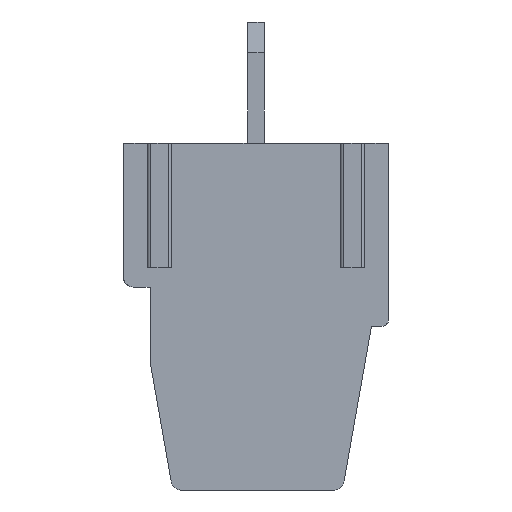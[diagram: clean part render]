
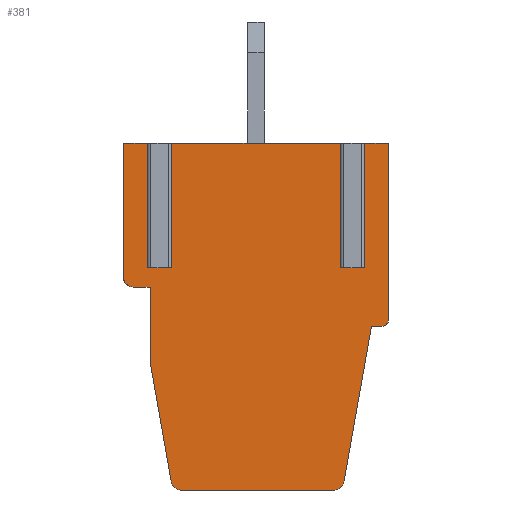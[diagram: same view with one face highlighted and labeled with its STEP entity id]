
A CAD part, front view. The second image highlights one B-rep face of the part: STEP entity #381.
In plain terms, the highlighted planar face has unit normal (0, -1, 0).
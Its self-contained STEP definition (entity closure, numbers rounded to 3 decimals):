
#381 = ADVANCED_FACE( '', ( #766 ), #767, .F. );
#766 = FACE_OUTER_BOUND( '', #1144, .T. );
#767 = PLANE( '', #1145 );
#1144 = EDGE_LOOP( '', ( #2270, #2271, #2272, #2273, #2274, #2275, #2276, #2277, #2278, #2279, #2280, #2281, #2282, #2283, #2284, #2285, #2286, #2287, #2288, #2289, #2290 ) );
#1145 = AXIS2_PLACEMENT_3D( '', #2291, #2292, #2293 );
#2270 = ORIENTED_EDGE( '', *, *, #2752, .T. );
#2271 = ORIENTED_EDGE( '', *, *, #2739, .F. );
#2272 = ORIENTED_EDGE( '', *, *, #2622, .T. );
#2273 = ORIENTED_EDGE( '', *, *, #2760, .T. );
#2274 = ORIENTED_EDGE( '', *, *, #2489, .T. );
#2275 = ORIENTED_EDGE( '', *, *, #2749, .F. );
#2276 = ORIENTED_EDGE( '', *, *, #2492, .T. );
#2277 = ORIENTED_EDGE( '', *, *, #2757, .T. );
#2278 = ORIENTED_EDGE( '', *, *, #2484, .T. );
#2279 = ORIENTED_EDGE( '', *, *, #2312, .T. );
#2280 = ORIENTED_EDGE( '', *, *, #2728, .F. );
#2281 = ORIENTED_EDGE( '', *, *, #2578, .F. );
#2282 = ORIENTED_EDGE( '', *, *, #2410, .F. );
#2283 = ORIENTED_EDGE( '', *, *, #2456, .T. );
#2284 = ORIENTED_EDGE( '', *, *, #2592, .T. );
#2285 = ORIENTED_EDGE( '', *, *, #2469, .T. );
#2286 = ORIENTED_EDGE( '', *, *, #2505, .F. );
#2287 = ORIENTED_EDGE( '', *, *, #2428, .F. );
#2288 = ORIENTED_EDGE( '', *, *, #2385, .T. );
#2289 = ORIENTED_EDGE( '', *, *, #2715, .T. );
#2290 = ORIENTED_EDGE( '', *, *, #2756, .T. );
#2291 = CARTESIAN_POINT( '', ( 19.096, -10.2, 0. ) );
#2292 = DIRECTION( '', ( 0., 1., 0. ) );
#2293 = DIRECTION( '', ( -1., 0., 0. ) );
#2312 = EDGE_CURVE( '', #2770, #2771, #2772, .F. );
#2385 = EDGE_CURVE( '', #2896, #2900, #2902, .F. );
#2410 = EDGE_CURVE( '', #2943, #2938, #2945, .T. );
#2428 = EDGE_CURVE( '', #2896, #2973, #2977, .T. );
#2456 = EDGE_CURVE( '', #2943, #3021, #3023, .F. );
#2469 = EDGE_CURVE( '', #3038, #3042, #3044, .F. );
#2484 = EDGE_CURVE( '', #3052, #2770, #3069, .T. );
#2489 = EDGE_CURVE( '', #3072, #3076, #3078, .T. );
#2492 = EDGE_CURVE( '', #3083, #3080, #3084, .F. );
#2505 = EDGE_CURVE( '', #2973, #3042, #3102, .T. );
#2578 = EDGE_CURVE( '', #2938, #3211, #3212, .T. );
#2592 = EDGE_CURVE( '', #3021, #3038, #3230, .T. );
#2622 = EDGE_CURVE( '', #3274, #3271, #3275, .F. );
#2715 = EDGE_CURVE( '', #2900, #3391, #3393, .T. );
#2728 = EDGE_CURVE( '', #3211, #2771, #3406, .T. );
#2739 = EDGE_CURVE( '', #3274, #3420, #3421, .T. );
#2749 = EDGE_CURVE( '', #3083, #3076, #3431, .T. );
#2752 = EDGE_CURVE( '', #3433, #3420, #3435, .T. );
#2756 = EDGE_CURVE( '', #3391, #3433, #3439, .T. );
#2757 = EDGE_CURVE( '', #3080, #3052, #3440, .T. );
#2760 = EDGE_CURVE( '', #3271, #3072, #3444, .T. );
#2770 = VERTEX_POINT( '', #3454 );
#2771 = VERTEX_POINT( '', #3455 );
#2772 = CIRCLE( '', #3456, 0.298 );
#2896 = VERTEX_POINT( '', #3635 );
#2900 = VERTEX_POINT( '', #3640 );
#2902 = CIRCLE( '', #3643, 0.198 );
#2938 = VERTEX_POINT( '', #3693 );
#2943 = VERTEX_POINT( '', #3700 );
#2945 = LINE( '', #3703, #3704 );
#2973 = VERTEX_POINT( '', #3740 );
#2977 = LINE( '', #3746, #3747 );
#3021 = VERTEX_POINT( '', #3807 );
#3023 = CIRCLE( '', #3810, 0.298 );
#3038 = VERTEX_POINT( '', #3829 );
#3042 = VERTEX_POINT( '', #3834 );
#3044 = CIRCLE( '', #3837, 0.298 );
#3052 = VERTEX_POINT( '', #3848 );
#3069 = LINE( '', #3874, #3875 );
#3072 = VERTEX_POINT( '', #3878 );
#3076 = VERTEX_POINT( '', #3883 );
#3078 = LINE( '', #3885, #3886 );
#3080 = VERTEX_POINT( '', #3888 );
#3083 = VERTEX_POINT( '', #3891 );
#3084 = LINE( '', #3892, #3893 );
#3102 = LINE( '', #3919, #3920 );
#3211 = VERTEX_POINT( '', #4085 );
#3212 = LINE( '', #4086, #4087 );
#3230 = LINE( '', #4113, #4114 );
#3271 = VERTEX_POINT( '', #4175 );
#3274 = VERTEX_POINT( '', #4178 );
#3275 = LINE( '', #4179, #4180 );
#3391 = VERTEX_POINT( '', #4347 );
#3393 = LINE( '', #4350, #4351 );
#3406 = LINE( '', #4369, #4370 );
#3420 = VERTEX_POINT( '', #4390 );
#3421 = LINE( '', #4391, #4392 );
#3431 = LINE( '', #4406, #4407 );
#3433 = VERTEX_POINT( '', #4409 );
#3435 = LINE( '', #4411, #4412 );
#3439 = LINE( '', #4417, #4418 );
#3440 = LINE( '', #4419, #4420 );
#3444 = LINE( '', #4426, #4427 );
#3454 = CARTESIAN_POINT( '', ( 11., -10.2, -4.098 ) );
#3455 = CARTESIAN_POINT( '', ( 11.298, -10.2, -4.395 ) );
#3456 = AXIS2_PLACEMENT_3D( '', #4436, #4437, #4438 );
#3635 = CARTESIAN_POINT( '', ( 18.898, -10.2, -5.596 ) );
#3640 = CARTESIAN_POINT( '', ( 19.096, -10.2, -5.398 ) );
#3643 = AXIS2_PLACEMENT_3D( '', #4515, #4516, #4517 );
#3693 = CARTESIAN_POINT( '', ( 11.814, -10.2, -6.704 ) );
#3700 = CARTESIAN_POINT( '', ( 12.451, -10.2, -10.317 ) );
#3703 = CARTESIAN_POINT( '', ( 12.498, -10.2, -10.587 ) );
#3704 = VECTOR( '', #4541, 1000. );
#3740 = CARTESIAN_POINT( '', ( 18.577, -10.2, -5.596 ) );
#3746 = CARTESIAN_POINT( '', ( 19.096, -10.2, -5.596 ) );
#3747 = VECTOR( '', #4564, 1000. );
#3807 = CARTESIAN_POINT( '', ( 12.748, -10.2, -10.6 ) );
#3810 = AXIS2_PLACEMENT_3D( '', #4594, #4595, #4596 );
#3829 = CARTESIAN_POINT( '', ( 17.448, -10.2, -10.6 ) );
#3834 = CARTESIAN_POINT( '', ( 17.745, -10.2, -10.317 ) );
#3837 = AXIS2_PLACEMENT_3D( '', #4612, #4613, #4614 );
#3848 = CARTESIAN_POINT( '', ( 11., -10.2, 0. ) );
#3874 = CARTESIAN_POINT( '', ( 11., -10.2, 0. ) );
#3875 = VECTOR( '', #4627, 1000. );
#3878 = CARTESIAN_POINT( '', ( 12.47, -10.2, 0. ) );
#3883 = CARTESIAN_POINT( '', ( 12.47, -10.2, -3.8 ) );
#3885 = CARTESIAN_POINT( '', ( 12.47, -10.2, 0. ) );
#3886 = VECTOR( '', #4635, 1000. );
#3888 = CARTESIAN_POINT( '', ( 11.73, -10.2, 0. ) );
#3891 = CARTESIAN_POINT( '', ( 11.73, -10.2, -3.8 ) );
#3892 = CARTESIAN_POINT( '', ( 11.73, -10.2, 0. ) );
#3893 = VECTOR( '', #4639, 1000. );
#3919 = CARTESIAN_POINT( '', ( 18.577, -10.2, -5.596 ) );
#3920 = VECTOR( '', #4651, 1000. );
#4085 = CARTESIAN_POINT( '', ( 11.814, -10.2, -4.395 ) );
#4086 = CARTESIAN_POINT( '', ( 11.814, -10.2, -6.704 ) );
#4087 = VECTOR( '', #4716, 1000. );
#4113 = CARTESIAN_POINT( '', ( 15.098, -10.2, -10.6 ) );
#4114 = VECTOR( '', #4728, 1000. );
#4175 = CARTESIAN_POINT( '', ( 17.63, -10.2, 0. ) );
#4178 = CARTESIAN_POINT( '', ( 17.63, -10.2, -3.8 ) );
#4179 = CARTESIAN_POINT( '', ( 17.63, -10.2, 0. ) );
#4180 = VECTOR( '', #4752, 1000. );
#4347 = CARTESIAN_POINT( '', ( 19.096, -10.2, 0. ) );
#4350 = CARTESIAN_POINT( '', ( 19.096, -10.2, 0. ) );
#4351 = VECTOR( '', #4831, 1000. );
#4369 = CARTESIAN_POINT( '', ( 11.814, -10.2, -4.395 ) );
#4370 = VECTOR( '', #4837, 1000. );
#4390 = CARTESIAN_POINT( '', ( 18.37, -10.2, -3.8 ) );
#4391 = CARTESIAN_POINT( '', ( 17.68, -10.2, -3.8 ) );
#4392 = VECTOR( '', #4844, 1000. );
#4406 = CARTESIAN_POINT( '', ( 11.78, -10.2, -3.8 ) );
#4407 = VECTOR( '', #4855, 1000. );
#4409 = CARTESIAN_POINT( '', ( 18.37, -10.2, 0. ) );
#4411 = CARTESIAN_POINT( '', ( 18.37, -10.2, 0. ) );
#4412 = VECTOR( '', #4859, 1000. );
#4417 = CARTESIAN_POINT( '', ( 14.497, -10.2, 0. ) );
#4418 = VECTOR( '', #4861, 1000. );
#4419 = CARTESIAN_POINT( '', ( 14.497, -10.2, 0. ) );
#4420 = VECTOR( '', #4862, 1000. );
#4426 = CARTESIAN_POINT( '', ( 14.497, -10.2, 0. ) );
#4427 = VECTOR( '', #4865, 1000. );
#4436 = CARTESIAN_POINT( '', ( 11.298, -10.2, -4.098 ) );
#4437 = DIRECTION( '', ( 0., 1., 0. ) );
#4438 = DIRECTION( '', ( 0., 0., 1. ) );
#4515 = CARTESIAN_POINT( '', ( 18.898, -10.2, -5.397 ) );
#4516 = DIRECTION( '', ( 0., 1., 0. ) );
#4517 = DIRECTION( '', ( 0., 0., 1. ) );
#4541 = DIRECTION( '', ( -0.174, 0., 0.985 ) );
#4564 = DIRECTION( '', ( -1., 0., 0. ) );
#4594 = CARTESIAN_POINT( '', ( 12.748, -10.2, -10.302 ) );
#4595 = DIRECTION( '', ( 0., 1., 0. ) );
#4596 = DIRECTION( '', ( 0., 0., 1. ) );
#4612 = CARTESIAN_POINT( '', ( 17.448, -10.2, -10.302 ) );
#4613 = DIRECTION( '', ( 0., 1., 0. ) );
#4614 = DIRECTION( '', ( 0., 0., 1. ) );
#4627 = DIRECTION( '', ( 0., 0., -1. ) );
#4635 = DIRECTION( '', ( 0., 0., -1. ) );
#4639 = DIRECTION( '', ( 0., 0., -1. ) );
#4651 = DIRECTION( '', ( -0.174, 0., -0.985 ) );
#4716 = DIRECTION( '', ( 0., 0., 1. ) );
#4728 = DIRECTION( '', ( 1., 0., 0. ) );
#4752 = DIRECTION( '', ( 0., 0., -1. ) );
#4831 = DIRECTION( '', ( 0., 0., 1. ) );
#4837 = DIRECTION( '', ( -1., 0., 0. ) );
#4844 = DIRECTION( '', ( 1., 0., 0. ) );
#4855 = DIRECTION( '', ( 1., 0., 0. ) );
#4859 = DIRECTION( '', ( 0., 0., -1. ) );
#4861 = DIRECTION( '', ( -1., 0., 0. ) );
#4862 = DIRECTION( '', ( -1., 0., 0. ) );
#4865 = DIRECTION( '', ( -1., 0., 0. ) );
